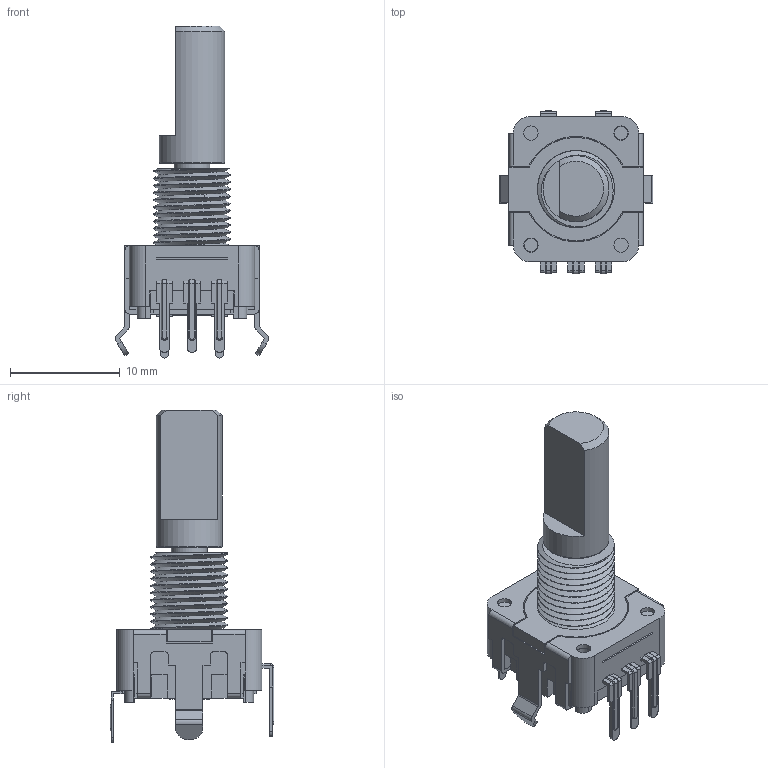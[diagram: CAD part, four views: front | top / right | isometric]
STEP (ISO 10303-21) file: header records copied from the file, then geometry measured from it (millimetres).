
FILE_DESCRIPTION(('FreeCAD Model'),'2;1');
FILE_NAME( 'Bourns_Encoder_PEC11R-4220F-S0024_coloured.step', '2024-04-05T14:59:57',('Author'),(''), 'Open CASCADE STEP processor 7.3','FreeCAD','Unknown');
FILE_SCHEMA(('AUTOMOTIVE_DESIGN { 1 0 10303 214 1 1 1 1 }'));
Length unit declared in the file: millimetre
Products named in the file (4): Open_CASCADE_STEP_translator_6.8_003; Open_CASCADE_STEP_translator_6.8_1; Open_CASCADE_STEP_translator_6.8_002; Open_CASCADE_STEP_translator_6.8_004
Bounding box: 14 x 14.9 x 30.2 mm (x, y, z)
Volume: 1543.2 mm3; surface area: 1710.4 mm2
Topology: 4 solids, 4 shells, 417 faces, 1165 edges, 774 vertices
Faces by surface type: plane 286, cylinder 104, torus 15, bspline 7, cone 4, extrusion 1
Full cylindrical faces by diameter (mm): 1.2 x2, 1.3 x4, 1.5 x1, 3.251 x1, 3.5 x2, 3.6 x1, 4.5 x1, 6 x2
Entity records: 18900 total; most frequent: CARTESIAN_POINT 5187, ORIENTED_EDGE 2326, DIRECTION 2125, EDGE_CURVE 1163, VECTOR 839, LINE 838, VERTEX_POINT 774, AXIS2_PLACEMENT_3D 643
